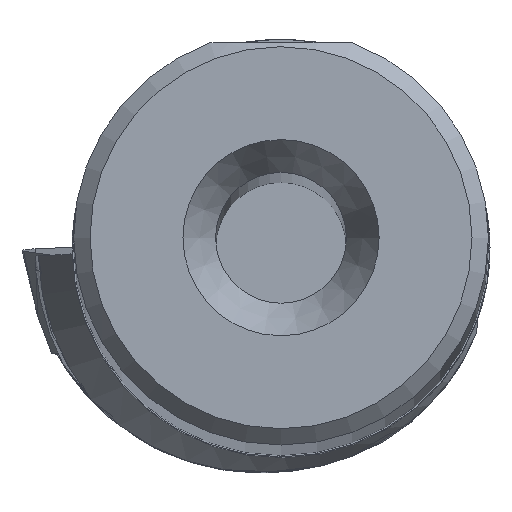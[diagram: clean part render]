
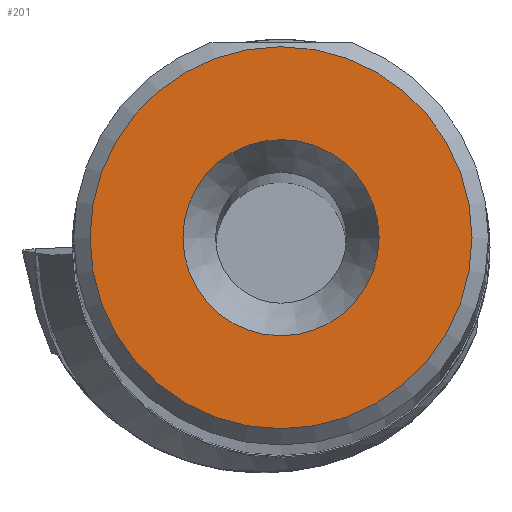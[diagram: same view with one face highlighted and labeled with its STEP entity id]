
A CAD part, top view. The second image highlights one B-rep face of the part: STEP entity #201.
In plain terms, the highlighted planar face has unit normal (0, 0, 1).
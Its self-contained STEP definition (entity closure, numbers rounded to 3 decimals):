
#201=ADVANCED_FACE('',(#407,#408),#238,.T.);
#238=PLANE('',#1056);
#407=FACE_BOUND('',#449,.T.);
#408=FACE_BOUND('',#450,.T.);
#449=EDGE_LOOP('',(#578));
#450=EDGE_LOOP('',(#579));
#578=ORIENTED_EDGE('',*,*,#862,.F.);
#579=ORIENTED_EDGE('',*,*,#856,.T.);
#762=VERTEX_POINT('',#1597);
#767=VERTEX_POINT('',#1613);
#856=EDGE_CURVE('',#762,#762,#931,.T.);
#862=EDGE_CURVE('',#767,#767,#934,.T.);
#931=CIRCLE('',#1050,5.843);
#934=CIRCLE('',#1055,3.);
#1050=AXIS2_PLACEMENT_3D('',#1596,#1213,#1214);
#1055=AXIS2_PLACEMENT_3D('',#1612,#1225,#1226);
#1056=AXIS2_PLACEMENT_3D('',#1614,#1227,#1228);
#1213=DIRECTION('',(0.,0.,1.));
#1214=DIRECTION('',(1.,0.,0.));
#1225=DIRECTION('',(0.,0.,1.));
#1226=DIRECTION('',(1.,0.,0.));
#1227=DIRECTION('',(0.,0.,1.));
#1228=DIRECTION('',(1.,0.,0.));
#1596=CARTESIAN_POINT('',(0.,0.,0.));
#1597=CARTESIAN_POINT('',(5.843,0.,0.));
#1612=CARTESIAN_POINT('',(0.,0.,0.));
#1613=CARTESIAN_POINT('',(3.,0.,0.));
#1614=CARTESIAN_POINT('',(0.,0.,0.));
